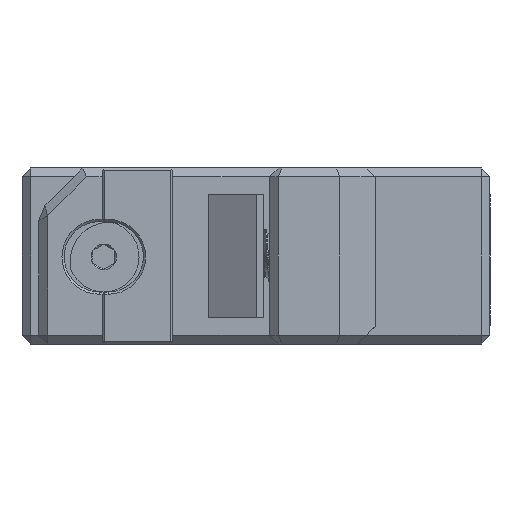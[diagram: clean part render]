
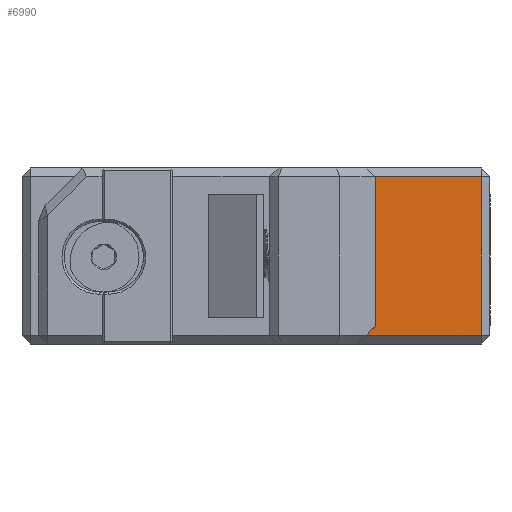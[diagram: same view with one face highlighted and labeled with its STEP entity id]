
A CAD part, left-side view. The second image highlights one B-rep face of the part: STEP entity #6990.
In plain terms, the highlighted planar face has unit normal (-1, 0, 0).
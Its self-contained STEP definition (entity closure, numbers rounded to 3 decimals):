
#306=PLANE('',#7642);
#990=FACE_OUTER_BOUND('',#1428,.T.);
#1428=EDGE_LOOP('',(#6361,#6362,#6363,#6364,#6365));
#2170=LINE('',#17772,#2823);
#2173=LINE('',#17778,#2826);
#2200=LINE('',#17850,#2853);
#2201=LINE('',#17852,#2854);
#2202=LINE('',#17853,#2855);
#2823=VECTOR('',#9373,10.);
#2826=VECTOR('',#9378,10.);
#2853=VECTOR('',#9451,10.);
#2854=VECTOR('',#9452,10.);
#2855=VECTOR('',#9453,10.);
#3469=VERTEX_POINT('',#17765);
#3471=VERTEX_POINT('',#17770);
#3472=VERTEX_POINT('',#17774);
#3495=VERTEX_POINT('',#17849);
#3496=VERTEX_POINT('',#17851);
#4427=EDGE_CURVE('',#3469,#3471,#2170,.T.);
#4430=EDGE_CURVE('',#3472,#3469,#2173,.T.);
#4465=EDGE_CURVE('',#3472,#3495,#2200,.T.);
#4466=EDGE_CURVE('',#3496,#3471,#2201,.T.);
#4467=EDGE_CURVE('',#3495,#3496,#2202,.T.);
#6361=ORIENTED_EDGE('',*,*,#4465,.F.);
#6362=ORIENTED_EDGE('',*,*,#4430,.T.);
#6363=ORIENTED_EDGE('',*,*,#4427,.T.);
#6364=ORIENTED_EDGE('',*,*,#4466,.F.);
#6365=ORIENTED_EDGE('',*,*,#4467,.F.);
#6990=ADVANCED_FACE('',(#990),#306,.T.);
#7642=AXIS2_PLACEMENT_3D('',#17848,#9449,#9450);
#9373=DIRECTION('',(0.,0.707,-0.707));
#9378=DIRECTION('',(0.,0.,-1.));
#9449=DIRECTION('center_axis',(-1.,0.,0.));
#9450=DIRECTION('ref_axis',(0.,0.,-1.));
#9451=DIRECTION('',(0.,-1.,0.));
#9452=DIRECTION('',(0.,1.,0.));
#9453=DIRECTION('',(0.,0.,-1.));
#17765=CARTESIAN_POINT('',(-6.95,-40.,177.));
#17770=CARTESIAN_POINT('',(-6.95,-39.,176.));
#17772=CARTESIAN_POINT('',(-6.95,-35.646,172.646));
#17774=CARTESIAN_POINT('',(-6.95,-40.,194.));
#17778=CARTESIAN_POINT('',(-6.95,-40.,189.75));
#17848=CARTESIAN_POINT('Origin',(-6.95,-36.,195.));
#17849=CARTESIAN_POINT('',(-6.95,-52.05,194.));
#17850=CARTESIAN_POINT('',(-6.95,-41.025,194.));
#17851=CARTESIAN_POINT('',(-6.95,-52.05,176.));
#17852=CARTESIAN_POINT('',(-6.95,-44.025,176.));
#17853=CARTESIAN_POINT('',(-6.95,-52.05,185.5));
